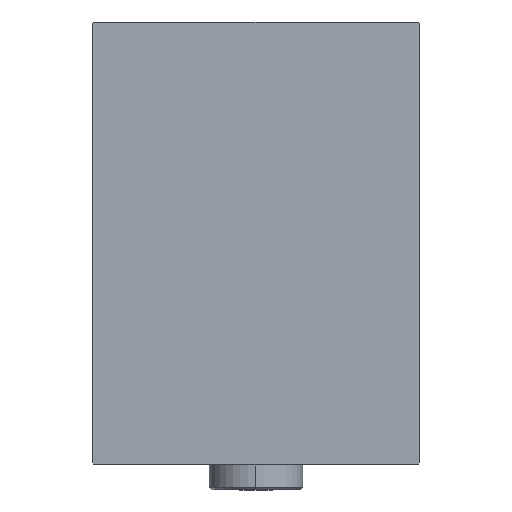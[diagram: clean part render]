
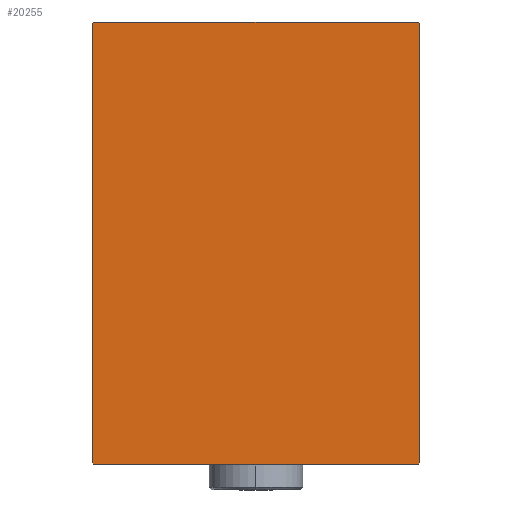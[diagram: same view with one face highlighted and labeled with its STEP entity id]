
A CAD part, left-side view. The second image highlights one B-rep face of the part: STEP entity #20255.
In plain terms, the highlighted face is planar.
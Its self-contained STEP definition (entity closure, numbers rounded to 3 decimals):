
#53 = DIRECTION ( 'NONE',  ( 0., 0., -1. ) ) ;
#1059 = VERTEX_POINT ( 'NONE', #12966 ) ;
#2630 = DIRECTION ( 'NONE',  ( 0., 0., -1. ) ) ;
#3950 = LINE ( 'NONE', #21093, #10400 ) ;
#6101 = CARTESIAN_POINT ( 'NONE',  ( 88., -36.85, 36.85 ) ) ;
#6140 = LINE ( 'NONE', #29330, #14393 ) ;
#6397 = DIRECTION ( 'NONE',  ( 0., 0.707, -0.707 ) ) ;
#6530 = DIRECTION ( 'NONE',  ( 1., 0., 0. ) ) ;
#6955 = DIRECTION ( 'NONE',  ( 0., 0., 1. ) ) ;
#7105 = EDGE_CURVE ( 'NONE', #13290, #23454, #27904, .T. ) ;
#8260 = CARTESIAN_POINT ( 'NONE',  ( 88., -31.5, -42.2 ) ) ;
#9149 = VECTOR ( 'NONE', #6955, 1000. ) ;
#10339 = VECTOR ( 'NONE', #6397, 1000. ) ;
#10400 = VECTOR ( 'NONE', #34681, 1000. ) ;
#10410 = ORIENTED_EDGE ( 'NONE', *, *, #17244, .T. ) ;
#12966 = CARTESIAN_POINT ( 'NONE',  ( 88., -31.5, 42.2 ) ) ;
#13290 = VERTEX_POINT ( 'NONE', #14937 ) ;
#14287 = CARTESIAN_POINT ( 'NONE',  ( 88., 31.5, -42.5 ) ) ;
#14393 = VECTOR ( 'NONE', #36880, 1000. ) ;
#14689 = VECTOR ( 'NONE', #35830, 1000. ) ;
#14702 = ORIENTED_EDGE ( 'NONE', *, *, #27178, .T. ) ;
#14937 = CARTESIAN_POINT ( 'NONE',  ( 88., 31.5, -42.2 ) ) ;
#16006 = LINE ( 'NONE', #36515, #30476 ) ;
#17244 = EDGE_CURVE ( 'NONE', #23807, #22914, #23342, .T. ) ;
#19352 = VECTOR ( 'NONE', #2630, 1000. ) ;
#19692 = DIRECTION ( 'NONE',  ( 0., -0.707, -0.707 ) ) ;
#19795 = LINE ( 'NONE', #26951, #19352 ) ;
#20088 = EDGE_CURVE ( 'NONE', #23454, #30819, #3950, .T. ) ;
#20255 = ADVANCED_FACE ( 'NONE', ( #36801 ), #30356, .T. ) ;
#20394 = ORIENTED_EDGE ( 'NONE', *, *, #21428, .T. ) ;
#21093 = CARTESIAN_POINT ( 'NONE',  ( 88., 36.85, 36.85 ) ) ;
#21141 = CARTESIAN_POINT ( 'NONE',  ( 88., -31.2, 42.5 ) ) ;
#21428 = EDGE_CURVE ( 'NONE', #33680, #13290, #32942, .T. ) ;
#21779 = AXIS2_PLACEMENT_3D ( 'NONE', #30595, #6530, #53 ) ;
#22726 = DIRECTION ( 'NONE',  ( 0., 1., 0. ) ) ;
#22825 = ORIENTED_EDGE ( 'NONE', *, *, #42464, .T. ) ;
#22914 = VERTEX_POINT ( 'NONE', #40944 ) ;
#23342 = LINE ( 'NONE', #36901, #10339 ) ;
#23454 = VERTEX_POINT ( 'NONE', #29725 ) ;
#23471 = EDGE_CURVE ( 'NONE', #24714, #1059, #33061, .T. ) ;
#23807 = VERTEX_POINT ( 'NONE', #8260 ) ;
#24714 = VERTEX_POINT ( 'NONE', #21141 ) ;
#26951 = CARTESIAN_POINT ( 'NONE',  ( 88., -31.5, 42.5 ) ) ;
#27178 = EDGE_CURVE ( 'NONE', #22914, #33680, #16006, .T. ) ;
#27904 = LINE ( 'NONE', #14287, #9149 ) ;
#28778 = ORIENTED_EDGE ( 'NONE', *, *, #23471, .T. ) ;
#29330 = CARTESIAN_POINT ( 'NONE',  ( 88., 31.5, 42.5 ) ) ;
#29725 = CARTESIAN_POINT ( 'NONE',  ( 88., 31.5, 42.2 ) ) ;
#30356 = PLANE ( 'NONE',  #21779 ) ;
#30476 = VECTOR ( 'NONE', #22726, 1000. ) ;
#30595 = CARTESIAN_POINT ( 'NONE',  ( 88., 0., 0. ) ) ;
#30819 = VERTEX_POINT ( 'NONE', #43867 ) ;
#32942 = LINE ( 'NONE', #42934, #14689 ) ;
#33061 = LINE ( 'NONE', #6101, #36067 ) ;
#33680 = VERTEX_POINT ( 'NONE', #40181 ) ;
#34135 = ORIENTED_EDGE ( 'NONE', *, *, #7105, .T. ) ;
#34139 = ORIENTED_EDGE ( 'NONE', *, *, #20088, .T. ) ;
#34681 = DIRECTION ( 'NONE',  ( 0., -0.707, 0.707 ) ) ;
#35830 = DIRECTION ( 'NONE',  ( 0., 0.707, 0.707 ) ) ;
#36067 = VECTOR ( 'NONE', #19692, 1000. ) ;
#36515 = CARTESIAN_POINT ( 'NONE',  ( 88., -31.5, -42.5 ) ) ;
#36801 = FACE_OUTER_BOUND ( 'NONE', #43359, .T. ) ;
#36880 = DIRECTION ( 'NONE',  ( 0., -1., 0. ) ) ;
#36901 = CARTESIAN_POINT ( 'NONE',  ( 88., -36.85, -36.85 ) ) ;
#38413 = ORIENTED_EDGE ( 'NONE', *, *, #42145, .T. ) ;
#40181 = CARTESIAN_POINT ( 'NONE',  ( 88., 31.2, -42.5 ) ) ;
#40944 = CARTESIAN_POINT ( 'NONE',  ( 88., -31.2, -42.5 ) ) ;
#42145 = EDGE_CURVE ( 'NONE', #1059, #23807, #19795, .T. ) ;
#42464 = EDGE_CURVE ( 'NONE', #30819, #24714, #6140, .T. ) ;
#42934 = CARTESIAN_POINT ( 'NONE',  ( 88., 36.85, -36.85 ) ) ;
#43359 = EDGE_LOOP ( 'NONE', ( #14702, #20394, #34135, #34139, #22825, #28778, #38413, #10410 ) ) ;
#43867 = CARTESIAN_POINT ( 'NONE',  ( 88., 31.2, 42.5 ) ) ;
